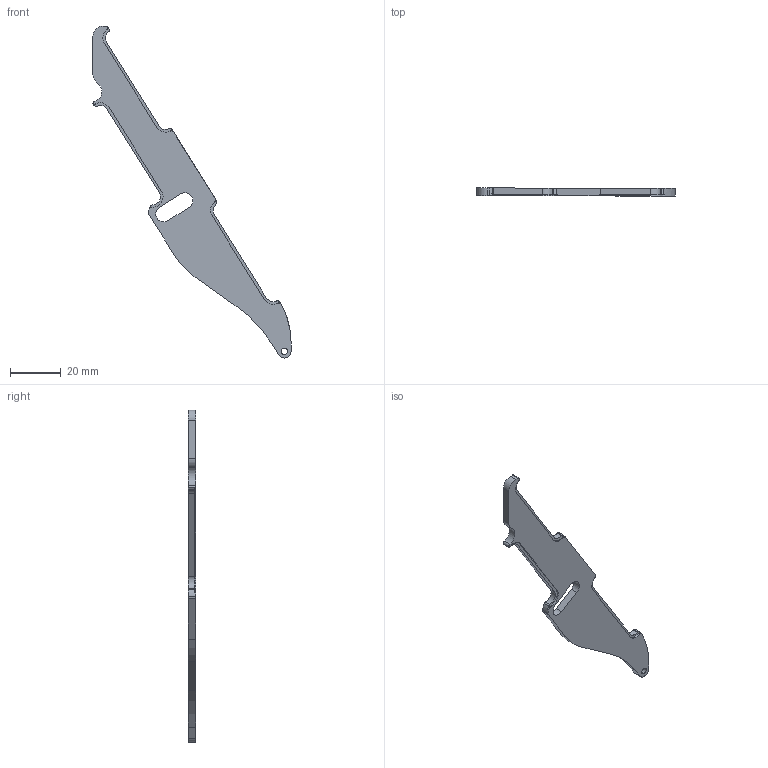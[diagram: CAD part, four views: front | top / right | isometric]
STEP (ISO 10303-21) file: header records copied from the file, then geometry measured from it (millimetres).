
FILE_DESCRIPTION (( 'STEP AP214' ), '1' );
FILE_NAME ('G-USS19-007.STEP', '2018-11-26T07:08:55', ( 'Baume' ), ( '' ), 'SwSTEP 2.0', 'SolidWorks 2016', '' );
FILE_SCHEMA (( 'AUTOMOTIVE_DESIGN' ));
Length unit declared in the file: millimetre
Products named in the file (1): G-USS19-007
Bounding box: 78.02 x 3 x 130.81 mm (x, y, z)
Volume: 6430.1 mm3; surface area: 5490.6 mm2
Topology: 1 solids, 1 shells, 72 faces, 207 edges, 137 vertices
Faces by surface type: cylinder 47, plane 23, cone 2
Entity records: 2470 total; most frequent: DIRECTION 452, CARTESIAN_POINT 417, ORIENTED_EDGE 414, EDGE_CURVE 207, AXIS2_PLACEMENT_3D 172, VERTEX_POINT 137, LINE 108, VECTOR 108
